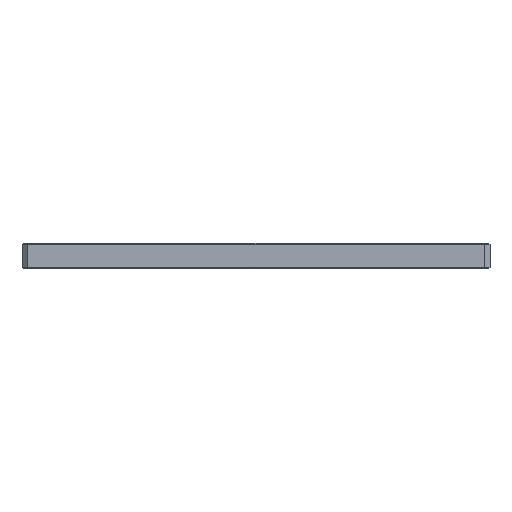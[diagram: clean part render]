
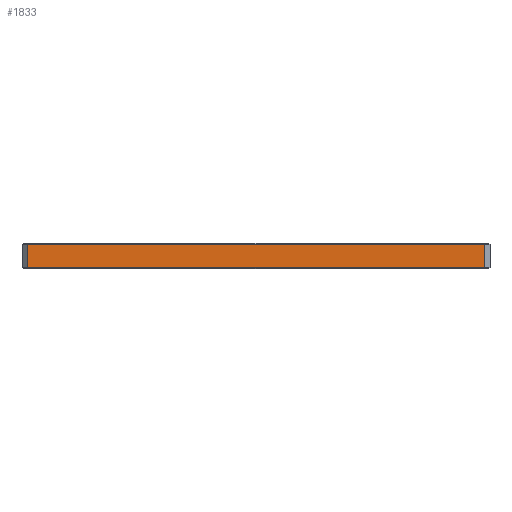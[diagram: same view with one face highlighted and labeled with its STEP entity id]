
A CAD part, left-side view. The second image highlights one B-rep face of the part: STEP entity #1833.
In plain terms, the highlighted planar face has unit normal (-1, 0, 0).
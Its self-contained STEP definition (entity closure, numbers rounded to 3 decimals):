
#35 = VERTEX_POINT ( 'NONE', #907 ) ;
#41 = AXIS2_PLACEMENT_3D ( 'NONE', #1186, #1790, #1351 ) ;
#187 = CARTESIAN_POINT ( 'NONE',  ( -457.2, -223.6, 24. ) ) ;
#210 = FACE_OUTER_BOUND ( 'NONE', #994, .T. ) ;
#216 = CARTESIAN_POINT ( 'NONE',  ( -457.2, -223.6, 1. ) ) ;
#228 = CARTESIAN_POINT ( 'NONE',  ( -457.2, -223.6, 25. ) ) ;
#243 = CARTESIAN_POINT ( 'NONE',  ( -457.2, 223.6, 24. ) ) ;
#244 = ORIENTED_EDGE ( 'NONE', *, *, #709, .T. ) ;
#257 = DIRECTION ( 'NONE',  ( 0., 0., -1. ) ) ;
#270 = CARTESIAN_POINT ( 'NONE',  ( -457.2, -228.6, 1. ) ) ;
#280 = EDGE_CURVE ( 'NONE', #1144, #35, #1121, .T. ) ;
#388 = DIRECTION ( 'NONE',  ( 0., 1., 0. ) ) ;
#447 = VECTOR ( 'NONE', #257, 1000. ) ;
#595 = ORIENTED_EDGE ( 'NONE', *, *, #280, .T. ) ;
#709 = EDGE_CURVE ( 'NONE', #1116, #1388, #1580, .T. ) ;
#859 = DIRECTION ( 'NONE',  ( 0., -1., 0. ) ) ;
#907 = CARTESIAN_POINT ( 'NONE',  ( -457.2, 223.6, 1. ) ) ;
#945 = VECTOR ( 'NONE', #1735, 1000. ) ;
#949 = VECTOR ( 'NONE', #859, 1000. ) ;
#994 = EDGE_LOOP ( 'NONE', ( #595, #1655, #244, #1510 ) ) ;
#1098 = PLANE ( 'NONE',  #41 ) ;
#1116 = VERTEX_POINT ( 'NONE', #216 ) ;
#1121 = LINE ( 'NONE', #1597, #447 ) ;
#1127 = LINE ( 'NONE', #1717, #1355 ) ;
#1144 = VERTEX_POINT ( 'NONE', #243 ) ;
#1186 = CARTESIAN_POINT ( 'NONE',  ( -457.2, -228.6, 25. ) ) ;
#1351 = DIRECTION ( 'NONE',  ( 0., 0., -1. ) ) ;
#1355 = VECTOR ( 'NONE', #388, 1000. ) ;
#1388 = VERTEX_POINT ( 'NONE', #187 ) ;
#1458 = LINE ( 'NONE', #270, #949 ) ;
#1510 = ORIENTED_EDGE ( 'NONE', *, *, #1905, .T. ) ;
#1580 = LINE ( 'NONE', #228, #945 ) ;
#1597 = CARTESIAN_POINT ( 'NONE',  ( -457.2, 223.6, 25. ) ) ;
#1655 = ORIENTED_EDGE ( 'NONE', *, *, #1696, .T. ) ;
#1696 = EDGE_CURVE ( 'NONE', #35, #1116, #1458, .T. ) ;
#1717 = CARTESIAN_POINT ( 'NONE',  ( -457.2, 223.6, 24. ) ) ;
#1735 = DIRECTION ( 'NONE',  ( 0., 0., 1. ) ) ;
#1790 = DIRECTION ( 'NONE',  ( 1., 0., 0. ) ) ;
#1833 = ADVANCED_FACE ( 'NONE', ( #210 ), #1098, .F. ) ;
#1905 = EDGE_CURVE ( 'NONE', #1388, #1144, #1127, .T. ) ;
